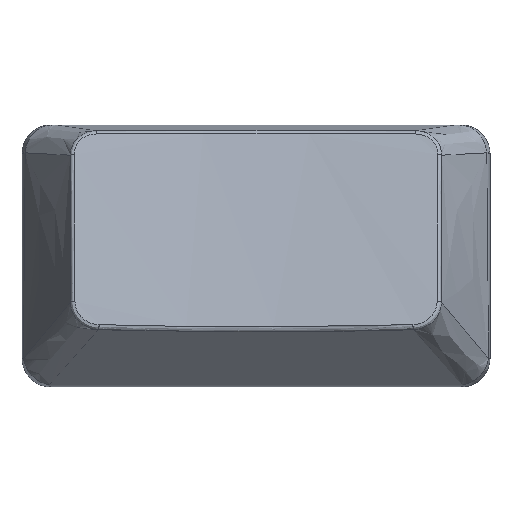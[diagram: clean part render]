
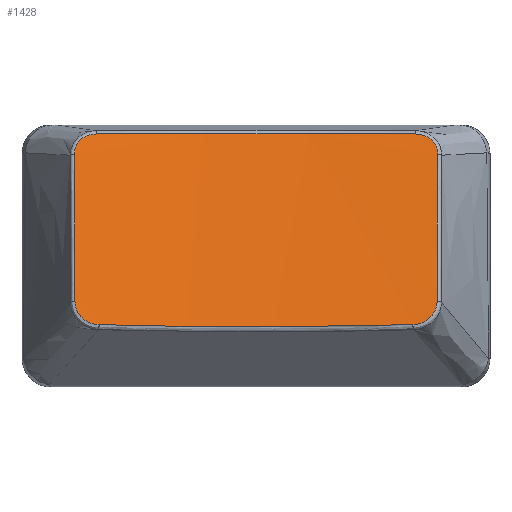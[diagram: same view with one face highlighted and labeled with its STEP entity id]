
A CAD part, top view. The second image highlights one B-rep face of the part: STEP entity #1428.
In plain terms, the highlighted free-form (B-spline) face has degree [1, 2] with [2, 3] control points.
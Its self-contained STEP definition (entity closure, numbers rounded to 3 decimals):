
#14=(
BOUNDED_SURFACE()
B_SPLINE_SURFACE(1,2,((#3683,#3684,#3685),(#3686,#3687,#3688)),
 .UNSPECIFIED.,.F.,.F.,.F.)
B_SPLINE_SURFACE_WITH_KNOTS((2,2),(3,3),(0.264,0.357),
(-1.654,-1.487),.UNSPECIFIED.)
GEOMETRIC_REPRESENTATION_ITEM()
RATIONAL_B_SPLINE_SURFACE(((1.,0.997,1.),(1.,0.997,
1.)))
REPRESENTATION_ITEM('')
SURFACE()
);
#191=B_SPLINE_CURVE_WITH_KNOTS('',3,(#3448,#3449,#3450,#3451),
 .UNSPECIFIED.,.F.,.F.,(4,4),(0.,2.216),.UNSPECIFIED.);
#192=B_SPLINE_CURVE_WITH_KNOTS('',3,(#3484,#3485,#3486,#3487,#3488,#3489),
 .UNSPECIFIED.,.F.,.F.,(4,1,1,4),(0.,0.104,0.174,
0.243),.UNSPECIFIED.);
#194=B_SPLINE_CURVE_WITH_KNOTS('',3,(#3517,#3518,#3519,#3520),
 .UNSPECIFIED.,.F.,.F.,(4,4),(0.,1.059),
 .UNSPECIFIED.);
#196=B_SPLINE_CURVE_WITH_KNOTS('',3,(#3554,#3555,#3556,#3557,#3558),
 .UNSPECIFIED.,.F.,.F.,(4,1,4),(0.,0.112,0.261),
 .UNSPECIFIED.);
#198=B_SPLINE_CURVE_WITH_KNOTS('',3,(#3585,#3586,#3587,#3588),
 .UNSPECIFIED.,.F.,.F.,(4,4),(0.,2.182),
 .UNSPECIFIED.);
#199=B_SPLINE_CURVE_WITH_KNOTS('',3,(#3621,#3622,#3623,#3624,#3625,#3626),
 .UNSPECIFIED.,.F.,.F.,(4,1,1,4),(0.,0.112,
0.186,0.261),.UNSPECIFIED.);
#200=B_SPLINE_CURVE_WITH_KNOTS('',3,(#3649,#3650,#3651,#3652),
 .UNSPECIFIED.,.F.,.F.,(4,4),(0.,1.059),
 .UNSPECIFIED.);
#201=B_SPLINE_CURVE_WITH_KNOTS('',3,(#3678,#3679,#3680,#3681,#3682),
 .UNSPECIFIED.,.F.,.F.,(4,1,4),(0.,0.104,0.243),
 .UNSPECIFIED.);
#403=FACE_OUTER_BOUND('',#495,.T.);
#495=EDGE_LOOP('',(#1265,#1266,#1267,#1268,#1269,#1270,#1271,#1272));
#660=VERTEX_POINT('',#3444);
#661=VERTEX_POINT('',#3446);
#662=VERTEX_POINT('',#3482);
#663=VERTEX_POINT('',#3510);
#665=VERTEX_POINT('',#3546);
#667=VERTEX_POINT('',#3579);
#668=VERTEX_POINT('',#3619);
#669=VERTEX_POINT('',#3647);
#864=EDGE_CURVE('',#661,#660,#191,.T.);
#866=EDGE_CURVE('',#660,#662,#192,.T.);
#869=EDGE_CURVE('',#662,#663,#194,.T.);
#872=EDGE_CURVE('',#663,#665,#196,.T.);
#875=EDGE_CURVE('',#665,#667,#198,.T.);
#877=EDGE_CURVE('',#667,#668,#199,.T.);
#879=EDGE_CURVE('',#668,#669,#200,.T.);
#880=EDGE_CURVE('',#669,#661,#201,.T.);
#1265=ORIENTED_EDGE('',*,*,#864,.F.);
#1266=ORIENTED_EDGE('',*,*,#880,.F.);
#1267=ORIENTED_EDGE('',*,*,#879,.F.);
#1268=ORIENTED_EDGE('',*,*,#877,.F.);
#1269=ORIENTED_EDGE('',*,*,#875,.F.);
#1270=ORIENTED_EDGE('',*,*,#872,.F.);
#1271=ORIENTED_EDGE('',*,*,#869,.F.);
#1272=ORIENTED_EDGE('',*,*,#866,.F.);
#1428=ADVANCED_FACE('',(#403),#14,.T.);
#3444=CARTESIAN_POINT('',(11.048,8.45,5.));
#3446=CARTESIAN_POINT('',(-11.048,8.45,5.));
#3448=CARTESIAN_POINT('Ctrl Pts',(-11.048,8.45,5.));
#3449=CARTESIAN_POINT('Ctrl Pts',(-3.696,8.497,4.462));
#3450=CARTESIAN_POINT('Ctrl Pts',(3.696,8.497,4.462));
#3451=CARTESIAN_POINT('Ctrl Pts',(11.048,8.45,5.));
#3482=CARTESIAN_POINT('',(12.6,7.018,5.529));
#3484=CARTESIAN_POINT('Ctrl Pts',(11.048,8.45,5.));
#3485=CARTESIAN_POINT('Ctrl Pts',(11.393,8.447,5.025));
#3486=CARTESIAN_POINT('Ctrl Pts',(11.974,8.292,5.113));
#3487=CARTESIAN_POINT('Ctrl Pts',(12.507,7.686,5.33));
#3488=CARTESIAN_POINT('Ctrl Pts',(12.602,7.24,5.465));
#3489=CARTESIAN_POINT('Ctrl Pts',(12.6,7.018,5.529));
#3510=CARTESIAN_POINT('',(12.555,-3.165,8.445));
#3517=CARTESIAN_POINT('Ctrl Pts',(12.6,7.018,5.529));
#3518=CARTESIAN_POINT('Ctrl Pts',(12.579,3.624,6.5));
#3519=CARTESIAN_POINT('Ctrl Pts',(12.566,0.229,7.473));
#3520=CARTESIAN_POINT('Ctrl Pts',(12.555,-3.165,8.445));
#3546=CARTESIAN_POINT('',(10.883,-4.776,8.781));
#3554=CARTESIAN_POINT('Ctrl Pts',(12.555,-3.165,8.445));
#3555=CARTESIAN_POINT('Ctrl Pts',(12.554,-3.523,8.548));
#3556=CARTESIAN_POINT('Ctrl Pts',(12.242,-4.368,8.764));
#3557=CARTESIAN_POINT('Ctrl Pts',(11.378,-4.762,8.811));
#3558=CARTESIAN_POINT('Ctrl Pts',(10.883,-4.776,8.781));
#3579=CARTESIAN_POINT('',(-10.883,-4.776,8.781));
#3585=CARTESIAN_POINT('Ctrl Pts',(10.883,-4.776,8.781));
#3586=CARTESIAN_POINT('Ctrl Pts',(3.639,-4.982,8.331));
#3587=CARTESIAN_POINT('Ctrl Pts',(-3.639,-4.982,8.331));
#3588=CARTESIAN_POINT('Ctrl Pts',(-10.883,-4.776,8.781));
#3619=CARTESIAN_POINT('',(-12.555,-3.165,8.445));
#3621=CARTESIAN_POINT('Ctrl Pts',(-10.883,-4.776,8.781));
#3622=CARTESIAN_POINT('Ctrl Pts',(-11.254,-4.766,8.804));
#3623=CARTESIAN_POINT('Ctrl Pts',(-11.873,-4.557,8.79));
#3624=CARTESIAN_POINT('Ctrl Pts',(-12.44,-3.883,8.642));
#3625=CARTESIAN_POINT('Ctrl Pts',(-12.555,-3.404,8.513));
#3626=CARTESIAN_POINT('Ctrl Pts',(-12.555,-3.165,8.445));
#3647=CARTESIAN_POINT('',(-12.6,7.018,5.529));
#3649=CARTESIAN_POINT('Ctrl Pts',(-12.555,-3.165,8.445));
#3650=CARTESIAN_POINT('Ctrl Pts',(-12.566,0.229,7.473));
#3651=CARTESIAN_POINT('Ctrl Pts',(-12.579,3.624,6.5));
#3652=CARTESIAN_POINT('Ctrl Pts',(-12.6,7.018,5.529));
#3678=CARTESIAN_POINT('Ctrl Pts',(-12.6,7.018,5.529));
#3679=CARTESIAN_POINT('Ctrl Pts',(-12.603,7.352,5.433));
#3680=CARTESIAN_POINT('Ctrl Pts',(-12.326,8.139,5.185));
#3681=CARTESIAN_POINT('Ctrl Pts',(-11.508,8.447,5.034));
#3682=CARTESIAN_POINT('Ctrl Pts',(-11.048,8.45,5.));
#3683=CARTESIAN_POINT('Ctrl Pts',(12.602,-4.813,8.921));
#3684=CARTESIAN_POINT('Ctrl Pts',(0.,-5.085,
7.974));
#3685=CARTESIAN_POINT('Ctrl Pts',(-12.602,-4.813,8.921));
#3686=CARTESIAN_POINT('Ctrl Pts',(12.602,8.625,5.068));
#3687=CARTESIAN_POINT('Ctrl Pts',(0.,8.354,
4.12));
#3688=CARTESIAN_POINT('Ctrl Pts',(-12.602,8.625,5.068));
